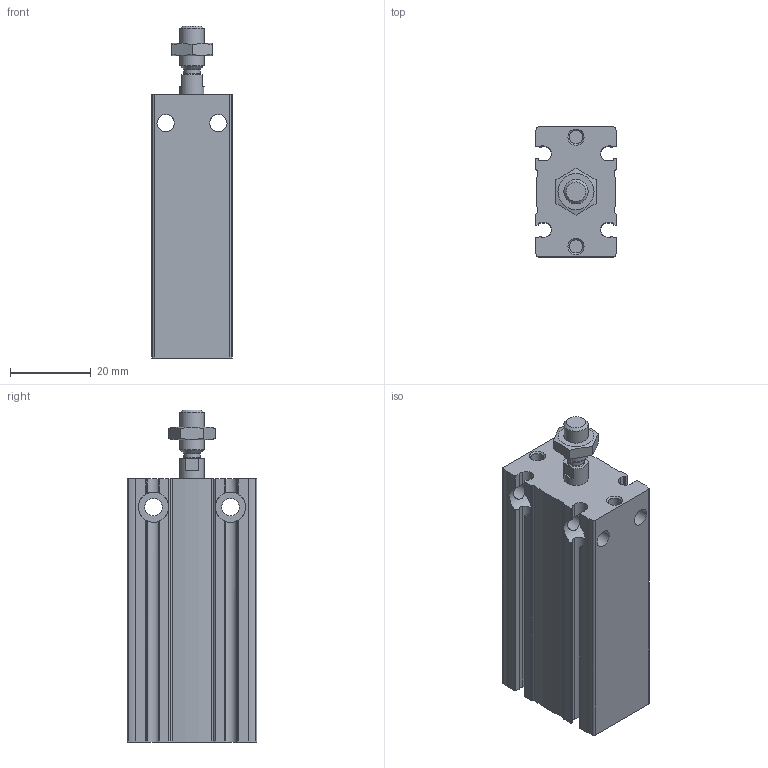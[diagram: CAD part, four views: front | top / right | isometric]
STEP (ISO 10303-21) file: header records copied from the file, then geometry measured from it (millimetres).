
FILE_DESCRIPTION(/* description */ ('STEP AP214'),/* implementation_level */ '2;1');
FILE_NAME(/* name */ '4833189_DPDM-16-25-PA',/* time_stamp */ '2024-08-20T19:49:51+02:00',/* author */ ('License CC BY-ND 4.0'),/* organization */ ('CADENAS'),/* preprocessor_version */ 'ST-DEVELOPER v19.3',/* originating_system */ 'PARTsolutions',/* authorisation */ ' ');
FILE_SCHEMA (('AUTOMOTIVE_DESIGN {1 0 10303 214 3 1 1}'));
Length unit declared in the file: millimetre
Products named in the file (4): 4833189 DPDM-16-25-PA---(0); 4186566 DPDM-25---(h); 4186566 DPDM-25---(r); ISO 4035 M6(F)
Assembly tree (3 placements, depth 2):
  4833189 DPDM-16-25-PA---(0)
    4186566 DPDM-25---(h)
    4186566 DPDM-25---(r)
    ISO 4035 M6(F)
Bounding box: 20 x 32 x 82 mm (x, y, z)
Volume: 32160.6 mm3; surface area: 15342.5 mm2
Topology: 3 solids, 3 shells, 199 faces, 529 edges, 348 vertices
Faces by surface type: cylinder 101, plane 82, cone 14, torus 2
Full cylindrical faces by diameter (mm): 3.242 x4, 4 x1, 4.134 x2, 4.3 x8, 4.917 x1, 6 x3, 7.5 x4, 14 x1, 16 x2, 18 x1
Entity records: 6317 total; most frequent: CARTESIAN_POINT 1421, DIRECTION 1000, ORIENTED_EDGE 956, EDGE_CURVE 478, AXIS2_PLACEMENT_3D 399, VERTEX_POINT 340, EDGE_LOOP 272, FACE_BOUND 272
